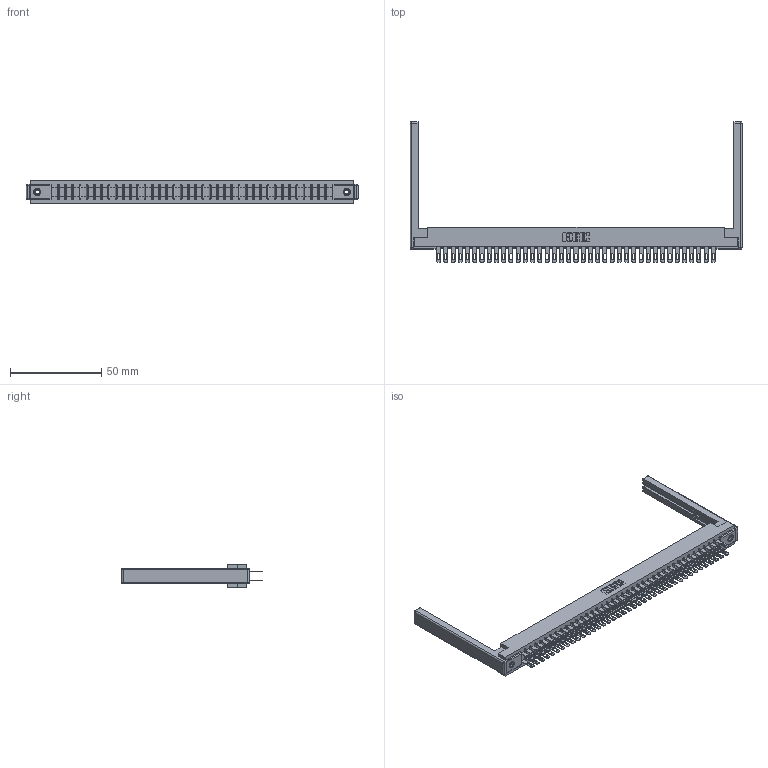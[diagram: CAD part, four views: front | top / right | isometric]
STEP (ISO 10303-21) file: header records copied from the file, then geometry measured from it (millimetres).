
FILE_DESCRIPTION (( 'STEP AP203' ), '1' );
FILE_NAME ('357-078-400-268.STEP', '2020-10-04T14:23:24', ( '' ), ( '' ), 'SwSTEP 2.0', 'SolidWorks 2020', '' );
FILE_SCHEMA (( 'CONFIG_CONTROL_DESIGN' ));
Length unit declared in the file: inch
Products named in the file (5): 345-250-001_345-250-001-102; 357-078-400-268; 307-290-001_500; 307 Part_.156 Dia Mounting Holes; 307-220-068
Assembly tree (83 placements, depth 2):
  357-078-400-268
    307 Part_.156 Dia Mounting Holes
    307-290-001_500  x78
    307-220-068  x2
    345-250-001_345-250-001-102  x2
Bounding box: 181.97 x 77.14 x 12.7 mm (x, y, z)
Volume: 23932.7 mm3; surface area: 29085.9 mm2
Topology: 83 solids, 83 shells, 3900 faces, 10853 edges, 7002 vertices
Faces by surface type: plane 2498, cylinder 1298, sphere 88, cone 12, torus 4
Entity records: 37785 total; most frequent: CARTESIAN_POINT 6156, ORIENTED_EDGE 6092, DIRECTION 6048, EDGE_CURVE 3046, LINE 2332, VECTOR 2332, VERTEX_POINT 1966, AXIS2_PLACEMENT_3D 1858
